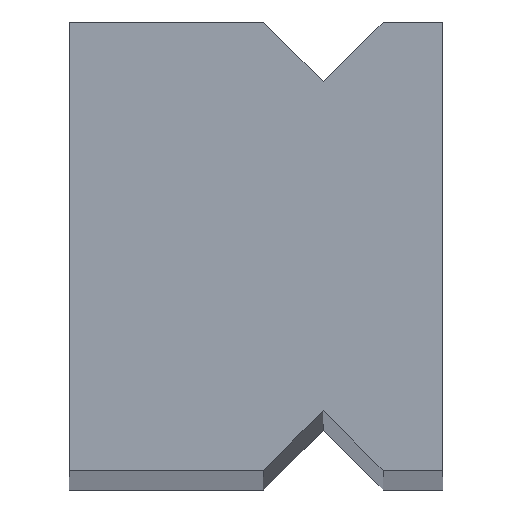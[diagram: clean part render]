
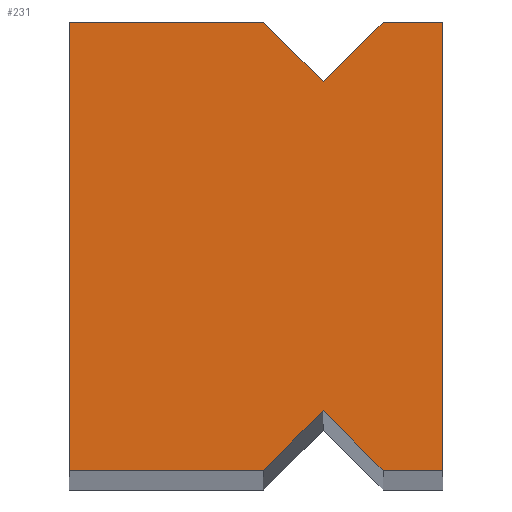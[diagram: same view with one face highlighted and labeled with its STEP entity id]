
A CAD part, top view. The second image highlights one B-rep face of the part: STEP entity #231.
In plain terms, the highlighted planar face has unit normal (0, 0, 1).
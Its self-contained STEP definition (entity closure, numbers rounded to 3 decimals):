
#25=FACE_OUTER_BOUND('',#37,.T.);
#37=EDGE_LOOP('',(#189,#190,#191,#192,#193,#194,#195,#196,#197,#198));
#41=LINE('',#332,#71);
#44=LINE('',#338,#74);
#47=LINE('',#344,#77);
#50=LINE('',#350,#80);
#53=LINE('',#356,#83);
#56=LINE('',#362,#86);
#59=LINE('',#368,#89);
#62=LINE('',#374,#92);
#65=LINE('',#380,#95);
#68=LINE('',#384,#98);
#71=VECTOR('',#274,1000.);
#74=VECTOR('',#279,1000.);
#77=VECTOR('',#284,1000.);
#80=VECTOR('',#289,1000.);
#83=VECTOR('',#294,1000.);
#86=VECTOR('',#299,1000.);
#89=VECTOR('',#304,1000.);
#92=VECTOR('',#309,1000.);
#95=VECTOR('',#314,1000.);
#98=VECTOR('',#319,1000.);
#101=VERTEX_POINT('',#329);
#102=VERTEX_POINT('',#331);
#104=VERTEX_POINT('',#337);
#106=VERTEX_POINT('',#343);
#108=VERTEX_POINT('',#349);
#110=VERTEX_POINT('',#355);
#112=VERTEX_POINT('',#361);
#114=VERTEX_POINT('',#367);
#116=VERTEX_POINT('',#373);
#118=VERTEX_POINT('',#379);
#121=EDGE_CURVE('',#102,#101,#41,.T.);
#124=EDGE_CURVE('',#104,#102,#44,.T.);
#127=EDGE_CURVE('',#106,#104,#47,.T.);
#130=EDGE_CURVE('',#108,#106,#50,.T.);
#133=EDGE_CURVE('',#110,#108,#53,.T.);
#136=EDGE_CURVE('',#112,#110,#56,.T.);
#139=EDGE_CURVE('',#114,#112,#59,.T.);
#142=EDGE_CURVE('',#116,#114,#62,.T.);
#145=EDGE_CURVE('',#118,#116,#65,.T.);
#148=EDGE_CURVE('',#101,#118,#68,.T.);
#189=ORIENTED_EDGE('',*,*,#121,.T.);
#190=ORIENTED_EDGE('',*,*,#148,.T.);
#191=ORIENTED_EDGE('',*,*,#145,.T.);
#192=ORIENTED_EDGE('',*,*,#142,.T.);
#193=ORIENTED_EDGE('',*,*,#139,.T.);
#194=ORIENTED_EDGE('',*,*,#136,.T.);
#195=ORIENTED_EDGE('',*,*,#133,.T.);
#196=ORIENTED_EDGE('',*,*,#130,.T.);
#197=ORIENTED_EDGE('',*,*,#127,.T.);
#198=ORIENTED_EDGE('',*,*,#124,.T.);
#219=PLANE('',#266);
#231=ADVANCED_FACE('',(#25),#219,.F.);
#266=AXIS2_PLACEMENT_3D('',#385,#320,#321);
#274=DIRECTION('',(0.,-1.,0.));
#279=DIRECTION('',(-1.,0.,0.));
#284=DIRECTION('',(-0.707,0.707,0.));
#289=DIRECTION('',(-0.707,-0.707,0.));
#294=DIRECTION('',(-1.,0.,0.));
#299=DIRECTION('',(0.,1.,0.));
#304=DIRECTION('',(1.,0.,0.));
#309=DIRECTION('',(0.707,-0.707,0.));
#314=DIRECTION('',(0.707,0.707,0.));
#319=DIRECTION('',(1.,0.,0.));
#320=DIRECTION('center_axis',(0.,0.,-1.));
#321=DIRECTION('ref_axis',(0.,-1.,0.));
#329=CARTESIAN_POINT('',(22.5,-7.5,188.));
#331=CARTESIAN_POINT('',(22.5,7.5,188.));
#332=CARTESIAN_POINT('',(22.5,-7.5,188.));
#337=CARTESIAN_POINT('',(29.,7.5,188.));
#338=CARTESIAN_POINT('',(22.5,7.5,188.));
#343=CARTESIAN_POINT('',(31.,5.5,188.));
#344=CARTESIAN_POINT('',(29.,7.5,188.));
#349=CARTESIAN_POINT('',(33.,7.5,188.));
#350=CARTESIAN_POINT('',(31.,5.5,188.));
#355=CARTESIAN_POINT('',(35.,7.5,188.));
#356=CARTESIAN_POINT('',(33.,7.5,188.));
#361=CARTESIAN_POINT('',(35.,-7.5,188.));
#362=CARTESIAN_POINT('',(35.,-7.5,188.));
#367=CARTESIAN_POINT('',(33.,-7.5,188.));
#368=CARTESIAN_POINT('',(33.,-7.5,188.));
#373=CARTESIAN_POINT('',(31.,-5.5,188.));
#374=CARTESIAN_POINT('',(31.,-5.5,188.));
#379=CARTESIAN_POINT('',(29.,-7.5,188.));
#380=CARTESIAN_POINT('',(29.,-7.5,188.));
#384=CARTESIAN_POINT('',(22.5,-7.5,188.));
#385=CARTESIAN_POINT('Origin',(0.,0.,188.));
